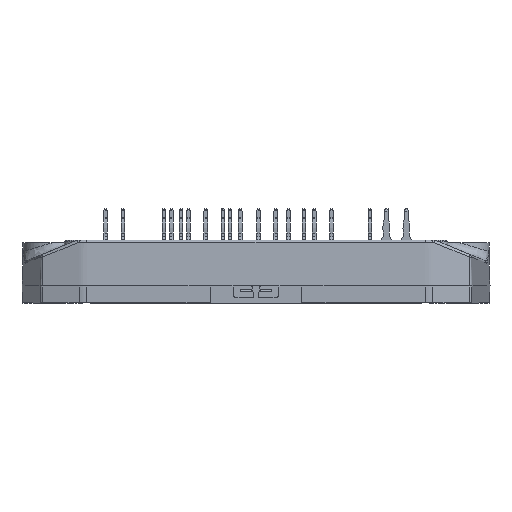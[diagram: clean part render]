
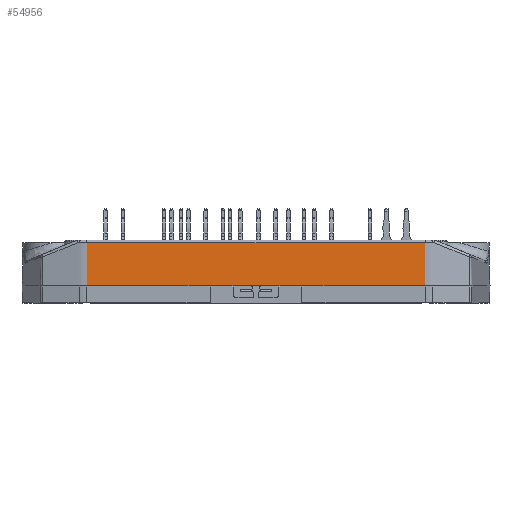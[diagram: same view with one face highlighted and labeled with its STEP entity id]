
A CAD part, front view. The second image highlights one B-rep face of the part: STEP entity #54956.
In plain terms, the highlighted planar face has unit normal (0, -1, 0.026).
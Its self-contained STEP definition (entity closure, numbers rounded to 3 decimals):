
#7837=ORIENTED_EDGE('',*,*,#18050,.F.);
#7838=ORIENTED_EDGE('',*,*,#18051,.T.);
#7839=ORIENTED_EDGE('',*,*,#17731,.F.);
#7840=ORIENTED_EDGE('',*,*,#18052,.F.);
#7841=ORIENTED_EDGE('',*,*,#18053,.T.);
#7842=ORIENTED_EDGE('',*,*,#18054,.T.);
#7843=ORIENTED_EDGE('',*,*,#18037,.T.);
#7844=ORIENTED_EDGE('',*,*,#18055,.F.);
#7845=ORIENTED_EDGE('',*,*,#18031,.T.);
#7846=ORIENTED_EDGE('',*,*,#17580,.F.);
#7847=ORIENTED_EDGE('',*,*,#18024,.F.);
#7848=ORIENTED_EDGE('',*,*,#17718,.F.);
#17580=EDGE_CURVE('',#22888,#22889,#26586,.T.);
#17718=EDGE_CURVE('',#23017,#23018,#26665,.T.);
#17731=EDGE_CURVE('',#23027,#23028,#26673,.T.);
#18024=EDGE_CURVE('',#23018,#22888,#26822,.T.);
#18031=EDGE_CURVE('',#23218,#22889,#26826,.T.);
#18037=EDGE_CURVE('',#23223,#23222,#26829,.T.);
#18050=EDGE_CURVE('',#23234,#23017,#26837,.T.);
#18051=EDGE_CURVE('',#23234,#23028,#26838,.F.);
#18052=EDGE_CURVE('',#23235,#23027,#26839,.F.);
#18053=EDGE_CURVE('',#23235,#23236,#26840,.T.);
#18054=EDGE_CURVE('',#23236,#23223,#26841,.T.);
#18055=EDGE_CURVE('',#23218,#23222,#26842,.T.);
#22888=VERTEX_POINT('',#76443);
#22889=VERTEX_POINT('',#76445);
#23017=VERTEX_POINT('',#76784);
#23018=VERTEX_POINT('',#76786);
#23027=VERTEX_POINT('',#76819);
#23028=VERTEX_POINT('',#76820);
#23218=VERTEX_POINT('',#77974);
#23222=VERTEX_POINT('',#77983);
#23223=VERTEX_POINT('',#77985);
#23234=VERTEX_POINT('',#78094);
#23235=VERTEX_POINT('',#78097);
#23236=VERTEX_POINT('',#78099);
#26586=LINE('',#76444,#30224);
#26665=LINE('',#76785,#30303);
#26673=LINE('',#76818,#30311);
#26822=LINE('',#77961,#30460);
#26826=LINE('',#77973,#30464);
#26829=LINE('',#77984,#30467);
#26837=LINE('',#78093,#30475);
#26838=LINE('',#78095,#30476);
#26839=LINE('',#78096,#30477);
#26840=LINE('',#78098,#30478);
#26841=LINE('',#78100,#30479);
#26842=LINE('',#78101,#30480);
#30224=VECTOR('',#64105,1000.);
#30303=VECTOR('',#64298,1000.);
#30311=VECTOR('',#64322,1000.);
#30460=VECTOR('',#64821,1000.);
#30464=VECTOR('',#64831,1000.);
#30467=VECTOR('',#64840,1000.);
#30475=VECTOR('',#64852,1000.);
#30476=VECTOR('',#64853,1000.);
#30477=VECTOR('',#64854,1000.);
#30478=VECTOR('',#64855,1000.);
#30479=VECTOR('',#64856,1000.);
#30480=VECTOR('',#64857,1000.);
#33664=EDGE_LOOP('',(#7837,#7838,#7839,#7840,#7841,#7842,#7843,#7844,#7845,
#7846,#7847,#7848));
#36008=FACE_BOUND('',#33664,.T.);
#37828=PLANE('',#57982);
#54956=ADVANCED_FACE('',(#36008),#37828,.T.);
#57982=AXIS2_PLACEMENT_3D('',#78092,#64850,#64851);
#64105=DIRECTION('',(-1.,0.,0.));
#64298=DIRECTION('',(-1.,0.,0.));
#64322=DIRECTION('',(1.,0.,0.));
#64821=DIRECTION('',(-1.,0.,0.));
#64831=DIRECTION('',(1.,0.,0.));
#64840=DIRECTION('',(1.,0.,0.));
#64850=DIRECTION('',(0.,-1.,0.026));
#64851=DIRECTION('',(0.,0.026,1.));
#64852=DIRECTION('',(-1.,0.,0.));
#64853=DIRECTION('',(0.006,-0.026,-1.));
#64854=DIRECTION('',(-0.006,-0.026,-1.));
#64855=DIRECTION('',(1.,0.,0.));
#64856=DIRECTION('',(1.,0.,0.));
#64857=DIRECTION('',(-1.,0.,0.));
#76443=CARTESIAN_POINT('',(4.,-30.776,2.02));
#76444=CARTESIAN_POINT('',(-17.961,-30.776,2.02));
#76445=CARTESIAN_POINT('',(0.827,-30.776,2.02));
#76784=CARTESIAN_POINT('',(29.513,-30.776,2.02));
#76785=CARTESIAN_POINT('',(17.961,-30.776,2.02));
#76786=CARTESIAN_POINT('',(8.,-30.776,2.02));
#76818=CARTESIAN_POINT('',(27.533,-30.58,9.533));
#76819=CARTESIAN_POINT('',(-29.469,-30.58,9.533));
#76820=CARTESIAN_POINT('',(29.469,-30.58,9.533));
#77961=CARTESIAN_POINT('',(17.961,-30.776,2.02));
#77973=CARTESIAN_POINT('',(-0.65,-30.776,2.02));
#77974=CARTESIAN_POINT('',(-0.827,-30.776,2.02));
#77983=CARTESIAN_POINT('',(-4.,-30.776,2.02));
#77984=CARTESIAN_POINT('',(-17.961,-30.776,2.02));
#77985=CARTESIAN_POINT('',(-8.,-30.776,2.02));
#78092=CARTESIAN_POINT('',(17.961,-30.776,2.02));
#78093=CARTESIAN_POINT('',(17.961,-30.776,2.02));
#78094=CARTESIAN_POINT('',(29.513,-30.776,2.02));
#78095=CARTESIAN_POINT('',(29.512,-30.775,2.087));
#78096=CARTESIAN_POINT('',(-29.512,-30.775,2.087));
#78097=CARTESIAN_POINT('',(-29.513,-30.776,2.02));
#78098=CARTESIAN_POINT('',(-17.961,-30.776,2.02));
#78099=CARTESIAN_POINT('',(-29.513,-30.776,2.02));
#78100=CARTESIAN_POINT('',(-17.961,-30.776,2.02));
#78101=CARTESIAN_POINT('',(-17.961,-30.776,2.02));
